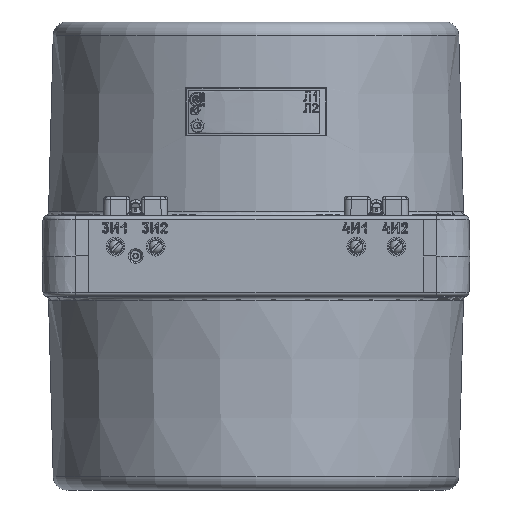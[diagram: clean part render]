
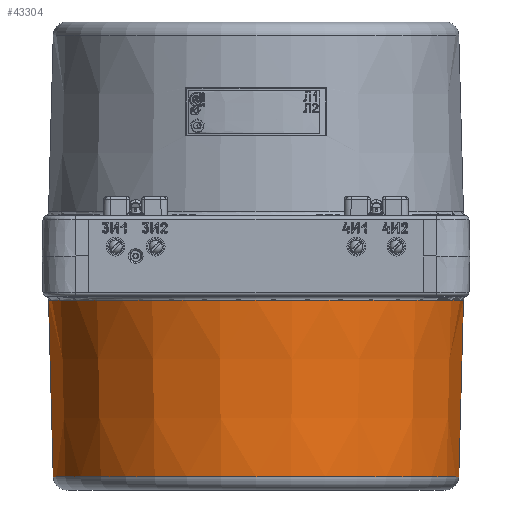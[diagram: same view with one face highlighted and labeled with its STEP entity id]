
A CAD part, front view. The second image highlights one B-rep face of the part: STEP entity #43304.
In plain terms, the highlighted conical face has half-angle 1.5 degrees and reference radius 151.658 mm.
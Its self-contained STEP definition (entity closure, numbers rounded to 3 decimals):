
#3289 = EDGE_CURVE ( 'NONE', #57006, #56917, #44445, .T. ) ;
#3322 = EDGE_CURVE ( 'NONE', #57025, #57066, #15220, .T. ) ;
#3392 = EDGE_CURVE ( 'NONE', #56917, #57066, #15319, .T. ) ;
#10353 = AXIS2_PLACEMENT_3D ( 'NONE', #55217, #55222, #55220 ) ;
#13090 = FACE_OUTER_BOUND ( 'NONE', #28321, .T. ) ;
#13092 = CONICAL_SURFACE ( 'NONE', #46621, 151.658, 0.026 ) ;
#15218 = VECTOR ( 'NONE', #55104, 1000. ) ;
#15220 = LINE ( 'NONE', #55127, #15218 ) ;
#15319 = CIRCLE ( 'NONE', #10353, 155.123 ) ;
#19633 = CIRCLE ( 'NONE', #20398, 151.658 ) ;
#20398 = AXIS2_PLACEMENT_3D ( 'NONE', #31562, #31702, #31681 ) ;
#28321 = EDGE_LOOP ( 'NONE', ( #43517, #43577, #43558, #43563 ) ) ;
#31562 = CARTESIAN_POINT ( 'NONE',  ( 0., 0., -165.262 ) ) ;
#31681 = DIRECTION ( 'NONE',  ( 1., 0., 0. ) ) ;
#31702 = DIRECTION ( 'NONE',  ( 0., 0., 1. ) ) ;
#36150 = EDGE_CURVE ( 'NONE', #57025, #57006, #19633, .T. ) ;
#38528 = CARTESIAN_POINT ( 'NONE',  ( 151.658, 0., -165.262 ) ) ;
#38555 = CARTESIAN_POINT ( 'NONE',  ( 155.123, 0., -32.921 ) ) ;
#38605 = CARTESIAN_POINT ( 'NONE',  ( -155.123, 0., -32.921 ) ) ;
#38635 = CARTESIAN_POINT ( 'NONE',  ( -151.658, 0., -165.262 ) ) ;
#39574 = DIRECTION ( 'NONE',  ( 1., 0., 0. ) ) ;
#39589 = CARTESIAN_POINT ( 'NONE',  ( 0., 0., -165.262 ) ) ;
#39590 = DIRECTION ( 'NONE',  ( 0., 0., 1. ) ) ;
#43304 = ADVANCED_FACE ( 'NONE', ( #13090 ), #13092, .T. ) ;
#43517 = ORIENTED_EDGE ( 'NONE', *, *, #3322, .F. ) ;
#43558 = ORIENTED_EDGE ( 'NONE', *, *, #3289, .T. ) ;
#43563 = ORIENTED_EDGE ( 'NONE', *, *, #3392, .T. ) ;
#43577 = ORIENTED_EDGE ( 'NONE', *, *, #36150, .T. ) ;
#44426 = VECTOR ( 'NONE', #55055, 1000. ) ;
#44445 = LINE ( 'NONE', #55078, #44426 ) ;
#46621 = AXIS2_PLACEMENT_3D ( 'NONE', #39589, #39590, #39574 ) ;
#55055 = DIRECTION ( 'NONE',  ( 0.026, 0., 1. ) ) ;
#55078 = CARTESIAN_POINT ( 'NONE',  ( 151.658, 0., -165.262 ) ) ;
#55104 = DIRECTION ( 'NONE',  ( -0.026, 0., 1. ) ) ;
#55127 = CARTESIAN_POINT ( 'NONE',  ( -151.658, 0., -165.262 ) ) ;
#55217 = CARTESIAN_POINT ( 'NONE',  ( 0., 0., -32.921 ) ) ;
#55220 = DIRECTION ( 'NONE',  ( 1., 0., 0. ) ) ;
#55222 = DIRECTION ( 'NONE',  ( 0., 0., -1. ) ) ;
#56917 = VERTEX_POINT ( 'NONE', #38555 ) ;
#57006 = VERTEX_POINT ( 'NONE', #38528 ) ;
#57025 = VERTEX_POINT ( 'NONE', #38635 ) ;
#57066 = VERTEX_POINT ( 'NONE', #38605 ) ;
